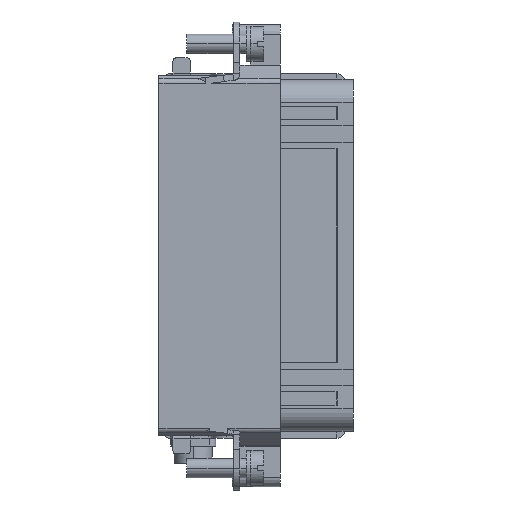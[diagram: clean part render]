
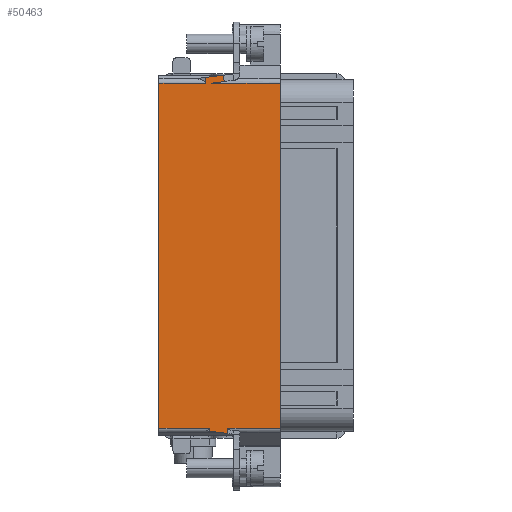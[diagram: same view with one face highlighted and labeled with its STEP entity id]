
A CAD part, front view. The second image highlights one B-rep face of the part: STEP entity #50463.
In plain terms, the highlighted planar face has unit normal (0, -1, 0).
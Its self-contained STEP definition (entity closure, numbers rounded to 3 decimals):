
#7144=DIRECTION('',(-1.,0.,0.));
#7145=VECTOR('',#7144,7.866);
#7146=CARTESIAN_POINT('',(-29.09,-11.3,-26.832));
#7147=LINE('',#7146,#7145);
#7148=DIRECTION('',(1.,0.,0.));
#7149=VECTOR('',#7148,8.17);
#7150=CARTESIAN_POINT('',(-26.22,-11.3,-26.832));
#7151=LINE('',#7150,#7149);
#7152=CARTESIAN_POINT('',(-29.09,-11.3,-26.832));
#7158=DIRECTION('',(-1.,0.,0.));
#7159=VECTOR('',#7158,7.31);
#7160=CARTESIAN_POINT('',(-29.646,-11.3,
26.834));
#7161=LINE('',#7160,#7159);
#7162=DIRECTION('',(0.122,0.,-0.993));
#7163=VECTOR('',#7162,1.);
#7164=CARTESIAN_POINT('',(-26.923,-11.302,
28.067));
#7165=LINE('',#7164,#7163);
#7166=DIRECTION('',(0.,0.,-1.));
#7167=VECTOR('',#7166,53.665);
#7168=CARTESIAN_POINT('',(-18.05,-11.3,26.832));
#7169=LINE('',#7168,#7167);
#7170=DIRECTION('',(0.121,0.,0.993));
#7171=VECTOR('',#7170,0.474);
#7172=CARTESIAN_POINT('',(-29.147,-11.3,
-27.303));
#7173=LINE('',#7172,#7171);
#7178=DIRECTION('',(-1.,0.,0.));
#7179=VECTOR('',#7178,10.719);
#7180=CARTESIAN_POINT('',(-18.05,-11.3,26.832));
#7181=LINE('',#7180,#7179);
#7190=CARTESIAN_POINT('',(-29.748,-11.302,
27.72));
#7191=CARTESIAN_POINT('',(-29.712,-11.302,
27.426));
#7192=CARTESIAN_POINT('',(-29.682,-11.3,
27.128));
#7193=CARTESIAN_POINT('',(-29.646,-11.3,
26.834));
#7206=CARTESIAN_POINT('',(-29.646,-11.3,
26.834));
#7384=DIRECTION('',(0.,0.,-1.));
#7385=VECTOR('',#7384,53.665);
#7386=CARTESIAN_POINT('',(-36.956,-11.3,26.832));
#7387=LINE('',#7386,#7385);
#11857=DIRECTION('',(0.993,0.,-0.122));
#11858=VECTOR('',#11857,2.846);
#11859=CARTESIAN_POINT('',(-29.147,-11.3,
-27.303));
#11860=LINE('',#11859,#11858);
#11874=CARTESIAN_POINT('',(-26.22,-11.3,-26.832));
#11891=DIRECTION('',(0.123,0.,0.992));
#11892=VECTOR('',#11891,0.824);
#11893=CARTESIAN_POINT('',(-26.322,-11.3,
-27.65));
#11894=LINE('',#11893,#11892);
#13773=DIRECTION('',(-0.993,0.,-0.122));
#13774=VECTOR('',#13773,2.846);
#13775=CARTESIAN_POINT('',(-26.923,-11.302,
28.067));
#13776=LINE('',#13775,#13774);
#13841=CARTESIAN_POINT('',(-28.769,-11.3,
26.832));
#13843=DIRECTION('',(-0.993,0.001,-0.122));
#13844=VECTOR('',#13843,1.982);
#13845=CARTESIAN_POINT('',(-26.802,-11.301,
27.074));
#13846=LINE('',#13845,#13844);
#33403=CARTESIAN_POINT('',(-18.05,-11.3,-26.832));
#33404=VERTEX_POINT('',#33403);
#33465=CARTESIAN_POINT('',(-18.05,-11.3,26.832));
#33466=VERTEX_POINT('',#33465);
#34121=CARTESIAN_POINT('',(-29.147,-11.3,
-27.303));
#34122=CARTESIAN_POINT('',(-26.322,-11.3,
-27.65));
#34123=VERTEX_POINT('',#34121);
#34124=VERTEX_POINT('',#34122);
#34413=CARTESIAN_POINT('',(-26.923,-11.302,
28.067));
#34414=CARTESIAN_POINT('',(-29.748,-11.302,
27.72));
#34415=VERTEX_POINT('',#34413);
#34416=VERTEX_POINT('',#34414);
#34529=CARTESIAN_POINT('',(-26.802,-11.301,
27.074));
#34530=VERTEX_POINT('',#34529);
#35285=CARTESIAN_POINT('',(-36.956,-11.3,26.832));
#35286=CARTESIAN_POINT('',(-36.956,-11.3,-26.832));
#35287=VERTEX_POINT('',#35285);
#35288=VERTEX_POINT('',#35286);
#35447=VERTEX_POINT('',#7152);
#35449=VERTEX_POINT('',#11874);
#35519=VERTEX_POINT('',#7206);
#35584=VERTEX_POINT('',#13841);
#50434=CARTESIAN_POINT('',(-4.05,-11.3,-27.296));
#50435=DIRECTION('',(0.,-1.,0.));
#50436=DIRECTION('',(0.,0.,1.));
#50437=AXIS2_PLACEMENT_3D('',#50434,#50435,#50436);
#50438=PLANE('',#50437);
#50440=ORIENTED_EDGE('',*,*,#50439,.F.);
#50442=ORIENTED_EDGE('',*,*,#50441,.F.);
#50444=ORIENTED_EDGE('',*,*,#50443,.F.);
#50446=ORIENTED_EDGE('',*,*,#50445,.T.);
#50448=ORIENTED_EDGE('',*,*,#50447,.T.);
#50450=ORIENTED_EDGE('',*,*,#50449,.F.);
#50451=ORIENTED_EDGE('',*,*,#44463,.T.);
#50452=ORIENTED_EDGE('',*,*,#50415,.F.);
#50454=ORIENTED_EDGE('',*,*,#50453,.F.);
#50456=ORIENTED_EDGE('',*,*,#50455,.F.);
#50457=ORIENTED_EDGE('',*,*,#50427,.T.);
#50458=ORIENTED_EDGE('',*,*,#50398,.T.);
#50460=ORIENTED_EDGE('',*,*,#50459,.F.);
#50461=EDGE_LOOP('',(#50440,#50442,#50444,#50446,#50448,#50450,#50451,#50452,
#50454,#50456,#50457,#50458,#50460));
#50462=FACE_OUTER_BOUND('',#50461,.F.);
#50463=ADVANCED_FACE('',(#50462),#50438,.T.);
#7194=B_SPLINE_CURVE_WITH_KNOTS('',3,(#7190,#7191,#7192,#7193),.UNSPECIFIED.,
.F.,.F.,(4,4),(0.,1.),.UNSPECIFIED.);
#44463=EDGE_CURVE('',#33466,#33404,#7169,.T.);
#50398=EDGE_CURVE('',#35447,#35288,#7147,.T.);
#50415=EDGE_CURVE('',#35449,#33404,#7151,.T.);
#50427=EDGE_CURVE('',#34123,#35447,#7173,.T.);
#50439=EDGE_CURVE('',#35519,#35287,#7161,.T.);
#50441=EDGE_CURVE('',#34416,#35519,#7194,.T.);
#50443=EDGE_CURVE('',#34415,#34416,#13776,.T.);
#50445=EDGE_CURVE('',#34415,#34530,#7165,.T.);
#50447=EDGE_CURVE('',#34530,#35584,#13846,.T.);
#50449=EDGE_CURVE('',#33466,#35584,#7181,.T.);
#50453=EDGE_CURVE('',#34124,#35449,#11894,.T.);
#50455=EDGE_CURVE('',#34123,#34124,#11860,.T.);
#50459=EDGE_CURVE('',#35287,#35288,#7387,.T.);
